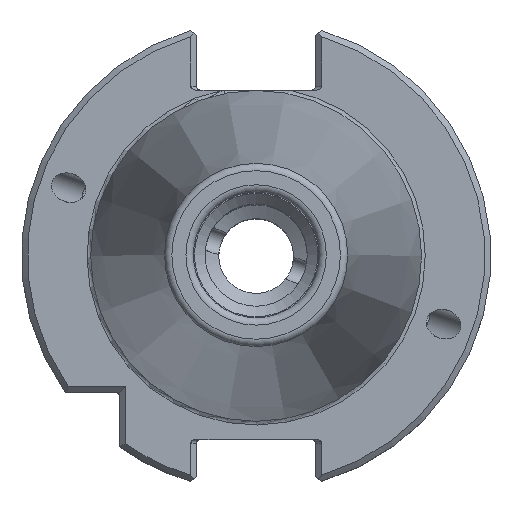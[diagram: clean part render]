
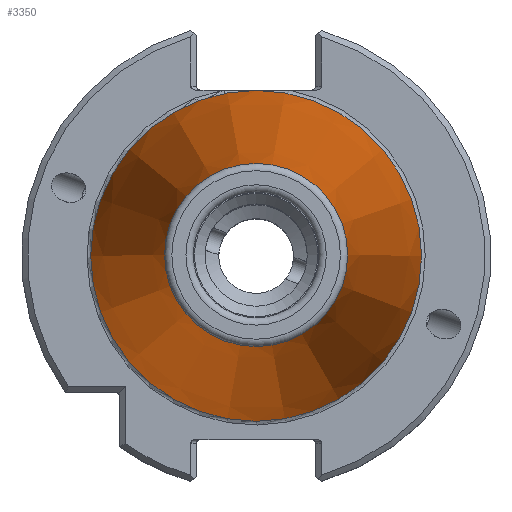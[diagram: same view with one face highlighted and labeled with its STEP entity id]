
A CAD part, top view. The second image highlights one B-rep face of the part: STEP entity #3350.
In plain terms, the highlighted conical face has half-angle 8.297 degrees and reference radius 22.395 mm.
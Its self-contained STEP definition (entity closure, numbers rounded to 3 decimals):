
#345=CONICAL_SURFACE('',#3546,22.395,0.145);
#404=CIRCLE('',#3537,12.397);
#409=CIRCLE('',#3547,22.395);
#569=ORIENTED_EDGE('',*,*,#1178,.F.);
#570=ORIENTED_EDGE('',*,*,#1199,.T.);
#1178=EDGE_CURVE('',#1510,#1510,#404,.T.);
#1199=EDGE_CURVE('',#1529,#1529,#409,.T.);
#1510=VERTEX_POINT('',#4572);
#1529=VERTEX_POINT('',#4663);
#1870=EDGE_LOOP('',(#569));
#1871=EDGE_LOOP('',(#570));
#2080=FACE_BOUND('',#1870,.T.);
#2081=FACE_BOUND('',#1871,.T.);
#3350=ADVANCED_FACE('',(#2080,#2081),#345,.T.);
#3537=AXIS2_PLACEMENT_3D('',#4571,#3889,#3890);
#3546=AXIS2_PLACEMENT_3D('',#4661,#3911,#3912);
#3547=AXIS2_PLACEMENT_3D('',#4662,#3913,#3914);
#3889=DIRECTION('',(0.,0.,1.));
#3890=DIRECTION('',(1.,0.,0.));
#3911=DIRECTION('',(0.,0.,-1.));
#3912=DIRECTION('',(-1.,0.,0.));
#3913=DIRECTION('',(0.,0.,1.));
#3914=DIRECTION('',(1.,0.,0.));
#4571=CARTESIAN_POINT('',(0.,0.,67.394));
#4572=CARTESIAN_POINT('',(12.397,0.,67.394));
#4661=CARTESIAN_POINT('',(0.,0.,-1.163));
#4662=CARTESIAN_POINT('',(0.,0.,-1.163));
#4663=CARTESIAN_POINT('',(22.395,0.,-1.163));
